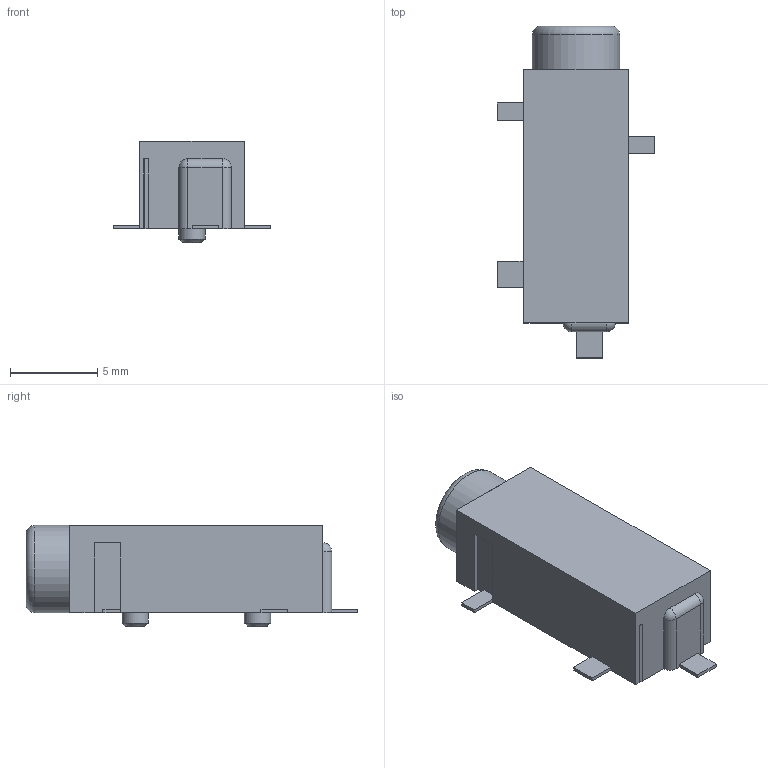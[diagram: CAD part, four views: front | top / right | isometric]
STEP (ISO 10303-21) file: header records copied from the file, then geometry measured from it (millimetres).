
FILE_DESCRIPTION(('STEP AP242'), '1');
FILE_NAME('3.5Jack', '', ('UNSPECIFIED'), ('UNSPECIFIED'), 'C3D Converter', 'C3D Toolkit', '');
FILE_SCHEMA(('AP242_MANAGED_MODEL_BASED_3D_ENGINEERING_MIM_LF { 1 0 10303 442 1 1 4 }'));
Length unit declared in the file: millimetre
Assembly tree (2 placements, depth 2):
  (unnamed)
    (unnamed)
    (unnamed)
Bounding box: 9 x 19 x 5.8 mm (x, y, z)
Volume: 361.4 mm3; surface area: 684.5 mm2
Topology: 5 solids, 5 shells, 77 faces, 187 edges, 121 vertices
Faces by surface type: plane 65, cylinder 7, sphere 2, cone 2, torus 1
Full cylindrical faces by diameter (mm): 1.5 x2, 3.6 x1, 5 x1
Entity records: 2951 total; most frequent: CARTESIAN_POINT 379, DIRECTION 359, ORIENTED_EDGE 356, EDGE_CURVE 178, LINE 157, VECTOR 157, VERTEX_POINT 121, AXIS2_PLACEMENT_3D 101
